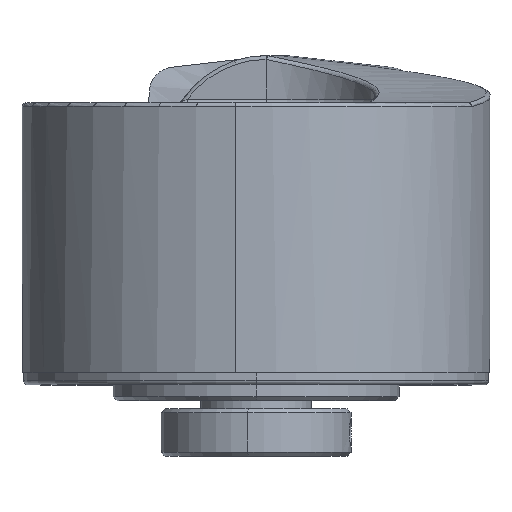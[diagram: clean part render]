
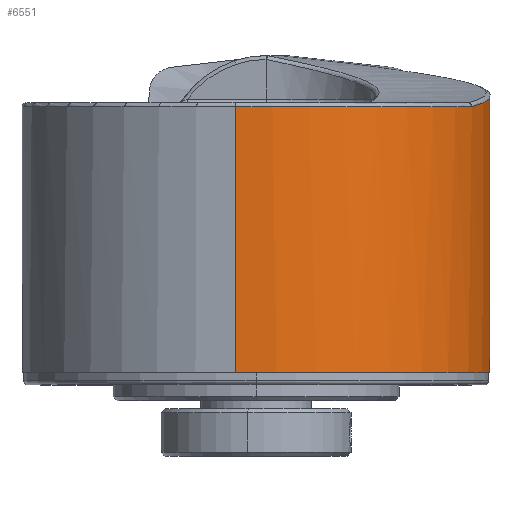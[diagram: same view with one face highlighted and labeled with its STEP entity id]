
A CAD part, top view. The second image highlights one B-rep face of the part: STEP entity #6551.
In plain terms, the highlighted cylindrical face has radius 29.5 mm (diameter 59 mm), a partial arc.
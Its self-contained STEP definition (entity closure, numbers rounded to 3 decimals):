
#116 = CARTESIAN_POINT ( 'NONE',  ( 28.864, 38.943, -6.147 ) ) ;
#278 = VERTEX_POINT ( 'NONE', #6303 ) ;
#345 = ORIENTED_EDGE ( 'NONE', *, *, #3094, .F. ) ;
#491 = DIRECTION ( 'NONE',  ( 0., -1., 0. ) ) ;
#594 = CARTESIAN_POINT ( 'NONE',  ( 26.077, 39.827, -13.817 ) ) ;
#608 = CARTESIAN_POINT ( 'NONE',  ( 20.004, 16.293, -21.714 ) ) ;
#806 = CARTESIAN_POINT ( 'NONE',  ( 18.173, 39.419, -23.238 ) ) ;
#879 = ORIENTED_EDGE ( 'NONE', *, *, #7158, .F. ) ;
#891 = CARTESIAN_POINT ( 'NONE',  ( 29.042, 37.707, 5.241 ) ) ;
#924 = DIRECTION ( 'NONE',  ( 0., -1., 0. ) ) ;
#978 = EDGE_CURVE ( 'NONE', #6659, #4224, #1971, .T. ) ;
#1132 = CYLINDRICAL_SURFACE ( 'NONE', #5764, 29.5 ) ;
#1222 = CARTESIAN_POINT ( 'NONE',  ( 0., 37., 0. ) ) ;
#1420 = CARTESIAN_POINT ( 'NONE',  ( 27.166, 37., 11.501 ) ) ;
#1566 = VERTEX_POINT ( 'NONE', #5924 ) ;
#1586 = EDGE_CURVE ( 'NONE', #6024, #7217, #4372, .T. ) ;
#1669 = CARTESIAN_POINT ( 'NONE',  ( 0., 5.5, 0. ) ) ;
#1758 = ORIENTED_EDGE ( 'NONE', *, *, #1943, .T. ) ;
#1943 = EDGE_CURVE ( 'NONE', #5512, #6659, #2083, .T. ) ;
#1944 = B_SPLINE_CURVE_WITH_KNOTS ( 'NONE', 3,
 ( #806, #2320, #7372, #9023, #2175, #5902 ),
 .UNSPECIFIED., .F., .F.,
 ( 4, 2, 4 ),
 ( 0., 0.001, 0.002 ),
 .UNSPECIFIED. ) ;
#1971 = LINE ( 'NONE', #4861, #2994 ) ;
#1990 = DIRECTION ( 'NONE',  ( 0., -1., 0. ) ) ;
#2083 = CIRCLE ( 'NONE', #6403, 29.5 ) ;
#2175 = CARTESIAN_POINT ( 'NONE',  ( 17.762, 40.972, -23.554 ) ) ;
#2223 = EDGE_CURVE ( 'NONE', #1566, #5512, #5206, .T. ) ;
#2320 = CARTESIAN_POINT ( 'NONE',  ( 18.147, 39.749, -23.258 ) ) ;
#2383 = VECTOR ( 'NONE', #7760, 1000. ) ;
#2501 = CARTESIAN_POINT ( 'NONE',  ( 27.81, 37.178, 9.98 ) ) ;
#2565 = AXIS2_PLACEMENT_3D ( 'NONE', #6530, #1990, #7957 ) ;
#2805 = ORIENTED_EDGE ( 'NONE', *, *, #8468, .T. ) ;
#2994 = VECTOR ( 'NONE', #491, 1000. ) ;
#2999 = CARTESIAN_POINT ( 'NONE',  ( 2.571, 3.5, -29.388 ) ) ;
#3040 = CARTESIAN_POINT ( 'NONE',  ( 29.516, 38.416, -1.299 ) ) ;
#3086 = CARTESIAN_POINT ( 'NONE',  ( 27.166, 37., 11.501 ) ) ;
#3094 = EDGE_CURVE ( 'NONE', #7299, #4224, #6732, .T. ) ;
#3221 = CARTESIAN_POINT ( 'NONE',  ( -2.571, 3.5, 29.388 ) ) ;
#3230 = CARTESIAN_POINT ( 'NONE',  ( 29.544, 38.241, 0.334 ) ) ;
#3526 = DIRECTION ( 'NONE',  ( -0.087, 0., 0.996 ) ) ;
#3567 = CARTESIAN_POINT ( 'NONE',  ( 26.449, 39.739, -13.091 ) ) ;
#3581 = CARTESIAN_POINT ( 'NONE',  ( 18.173, 39.419, -23.238 ) ) ;
#3632 = CARTESIAN_POINT ( 'NONE',  ( 20.847, 5.5, -20.872 ) ) ;
#3858 = CARTESIAN_POINT ( 'NONE',  ( 28.319, 37.353, 8.424 ) ) ;
#4046 = DIRECTION ( 'NONE',  ( 0., -1., 0. ) ) ;
#4189 = DIRECTION ( 'NONE',  ( -0.087, 0., 0.996 ) ) ;
#4224 = VERTEX_POINT ( 'NONE', #3221 ) ;
#4230 = AXIS2_PLACEMENT_3D ( 'NONE', #1669, #924, #5188 ) ;
#4290 = DIRECTION ( 'NONE',  ( 0., -1., 0. ) ) ;
#4329 = CARTESIAN_POINT ( 'NONE',  ( 28.681, 39.031, -6.952 ) ) ;
#4372 = CIRCLE ( 'NONE', #4230, 29.5 ) ;
#4459 = ORIENTED_EDGE ( 'NONE', *, *, #978, .T. ) ;
#4521 = CARTESIAN_POINT ( 'NONE',  ( 29.16, 38.766, -4.538 ) ) ;
#4575 = CARTESIAN_POINT ( 'NONE',  ( 29.28, 37.885, 3.618 ) ) ;
#4810 = FACE_OUTER_BOUND ( 'NONE', #6011, .T. ) ;
#4861 = CARTESIAN_POINT ( 'NONE',  ( -2.571, 44.383, 29.388 ) ) ;
#5004 = CARTESIAN_POINT ( 'NONE',  ( 24.837, 40.093, -15.939 ) ) ;
#5054 = CARTESIAN_POINT ( 'NONE',  ( 28.031, 39.298, -9.338 ) ) ;
#5188 = DIRECTION ( 'NONE',  ( -0.996, 0., -0.087 ) ) ;
#5206 = B_SPLINE_CURVE_WITH_KNOTS ( 'NONE', 3,
 ( #6472, #9454, #5742, #8715, #6567, #5004, #7993, #594, #3567, #6515, #5054, #4329, #116, #4521, #9010, #3040, #3230, #7500, #7558, #4575, #6036, #891, #8338, #3858, #2501, #3086 ),
 .UNSPECIFIED., .F., .F.,
 ( 4, 2, 2, 2, 2, 2, 2, 2, 2, 2, 2, 2, 4 ),
 ( 0., 0.005, 0.01, 0.012, 0.015, 0.02, 0.022, 0.025, 0.03, 0.031, 0.032, 0.034, 0.039 ),
 .UNSPECIFIED. ) ;
#5329 =( BOUNDED_CURVE ( )  B_SPLINE_CURVE ( 3, ( #3632, #608, #8642, #3581 ),
 .UNSPECIFIED., .F., .F. ) 
 B_SPLINE_CURVE_WITH_KNOTS ( ( 4, 4 ),
 ( 0.873, 0.994 ),
 .UNSPECIFIED. ) 
 CURVE ( )  GEOMETRIC_REPRESENTATION_ITEM ( )  RATIONAL_B_SPLINE_CURVE ( ( 1., 0.999, 0.999, 1. ) ) 
 REPRESENTATION_ITEM ( '' )  );
#5436 = ORIENTED_EDGE ( 'NONE', *, *, #1586, .T. ) ;
#5512 = VERTEX_POINT ( 'NONE', #1420 ) ;
#5516 = LINE ( 'NONE', #8493, #2383 ) ;
#5742 = CARTESIAN_POINT ( 'NONE',  ( 20.155, 40.885, -21.603 ) ) ;
#5764 = AXIS2_PLACEMENT_3D ( 'NONE', #7301, #4290, #3526 ) ;
#5902 = CARTESIAN_POINT ( 'NONE',  ( 17.605, 41.24, -23.671 ) ) ;
#5924 = CARTESIAN_POINT ( 'NONE',  ( 17.605, 41.24, -23.671 ) ) ;
#6011 = EDGE_LOOP ( 'NONE', ( #879, #5436, #8744, #2805, #7115, #1758, #4459, #345 ) ) ;
#6024 = VERTEX_POINT ( 'NONE', #8987 ) ;
#6036 = CARTESIAN_POINT ( 'NONE',  ( 29.227, 37.84, 4.025 ) ) ;
#6303 = CARTESIAN_POINT ( 'NONE',  ( 18.173, 39.419, -23.238 ) ) ;
#6403 = AXIS2_PLACEMENT_3D ( 'NONE', #1222, #4046, #4189 ) ;
#6472 = CARTESIAN_POINT ( 'NONE',  ( 17.605, 41.24, -23.671 ) ) ;
#6515 = CARTESIAN_POINT ( 'NONE',  ( 27.472, 39.474, -10.872 ) ) ;
#6530 = CARTESIAN_POINT ( 'NONE',  ( 0., 3.5, 0. ) ) ;
#6551 = ADVANCED_FACE ( 'NONE', ( #4810 ), #1132, .T. ) ;
#6567 = CARTESIAN_POINT ( 'NONE',  ( 23.442, 40.359, -17.985 ) ) ;
#6659 = VERTEX_POINT ( 'NONE', #9497 ) ;
#6732 = CIRCLE ( 'NONE', #2565, 29.5 ) ;
#7115 = ORIENTED_EDGE ( 'NONE', *, *, #2223, .T. ) ;
#7120 = CARTESIAN_POINT ( 'NONE',  ( 20.847, 5.5, -20.872 ) ) ;
#7158 = EDGE_CURVE ( 'NONE', #6024, #7299, #5516, .T. ) ;
#7217 = VERTEX_POINT ( 'NONE', #7120 ) ;
#7299 = VERTEX_POINT ( 'NONE', #2999 ) ;
#7301 = CARTESIAN_POINT ( 'NONE',  ( 0., 44.383, 0. ) ) ;
#7372 = CARTESIAN_POINT ( 'NONE',  ( 18.085, 40.068, -23.307 ) ) ;
#7500 = CARTESIAN_POINT ( 'NONE',  ( 29.406, 38.019, 2.388 ) ) ;
#7558 = CARTESIAN_POINT ( 'NONE',  ( 29.37, 37.974, 2.8 ) ) ;
#7760 = DIRECTION ( 'NONE',  ( 0., -1., 0. ) ) ;
#7957 = DIRECTION ( 'NONE',  ( -0.087, 0., 0.996 ) ) ;
#7993 = CARTESIAN_POINT ( 'NONE',  ( 25.272, 40.004, -15.24 ) ) ;
#8338 = CARTESIAN_POINT ( 'NONE',  ( 28.886, 37.618, 6.043 ) ) ;
#8468 = EDGE_CURVE ( 'NONE', #278, #1566, #1944, .T. ) ;
#8493 = CARTESIAN_POINT ( 'NONE',  ( 2.571, 44.383, -29.388 ) ) ;
#8642 = CARTESIAN_POINT ( 'NONE',  ( 19.112, 27.613, -22.504 ) ) ;
#8715 = CARTESIAN_POINT ( 'NONE',  ( 22.411, 40.534, -19.252 ) ) ;
#8744 = ORIENTED_EDGE ( 'NONE', *, *, #9247, .T. ) ;
#8987 = CARTESIAN_POINT ( 'NONE',  ( 2.571, 5.5, -29.388 ) ) ;
#9010 = CARTESIAN_POINT ( 'NONE',  ( 29.275, 38.679, -3.73 ) ) ;
#9023 = CARTESIAN_POINT ( 'NONE',  ( 17.892, 40.682, -23.455 ) ) ;
#9247 = EDGE_CURVE ( 'NONE', #7217, #278, #5329, .T. ) ;
#9454 = CARTESIAN_POINT ( 'NONE',  ( 18.931, 41.061, -22.685 ) ) ;
#9497 = CARTESIAN_POINT ( 'NONE',  ( -2.571, 37., 29.388 ) ) ;
